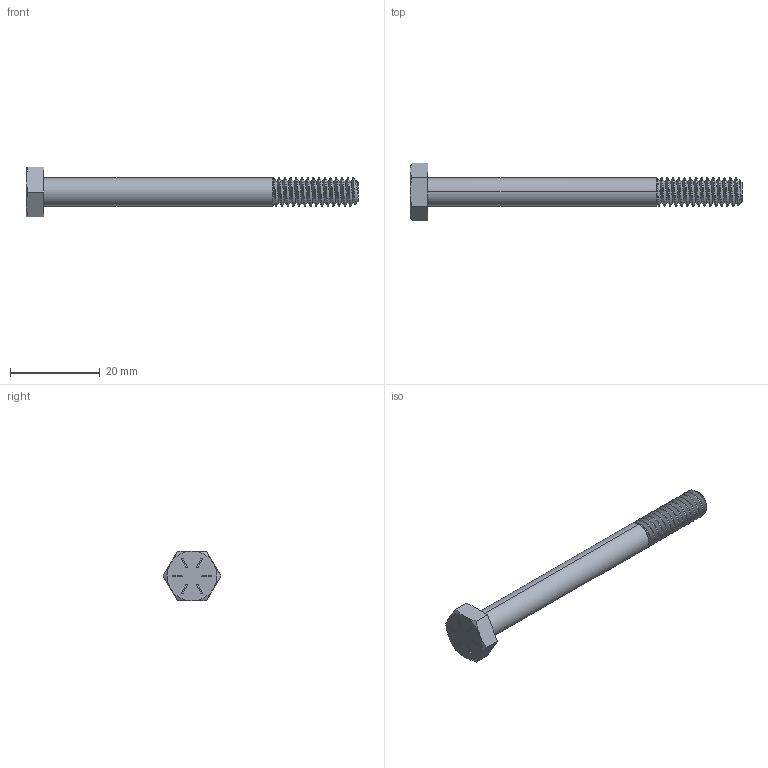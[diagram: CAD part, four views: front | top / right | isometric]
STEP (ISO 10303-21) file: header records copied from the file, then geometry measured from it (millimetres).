
FILE_DESCRIPTION (( 'STEP AP203' ), '1' );
FILE_NAME ('91286A125.step', '2014-06-11T20:39:23', ( '' ), ( '' ), 'SwSTEP 2.0', 'SolidWorks 2010', '' );
FILE_SCHEMA (( 'CONFIG_CONTROL_DESIGN' ));
Length unit declared in the file: inch
Products named in the file (1): 91286A125
Bounding box: 73.82 x 12.83 x 11.11 mm (x, y, z)
Volume: 2493.9 mm3; surface area: 1940.1 mm2
Topology: 1 solids, 1 shells, 88 faces, 229 edges, 150 vertices
Faces by surface type: cylinder 47, plane 27, cone 11, bspline 3
Entity records: 7593 total; most frequent: CARTESIAN_POINT 5545, ORIENTED_EDGE 458, DIRECTION 365, EDGE_CURVE 229, VERTEX_POINT 150, AXIS2_PLACEMENT_3D 133, LINE 99, VECTOR 99
